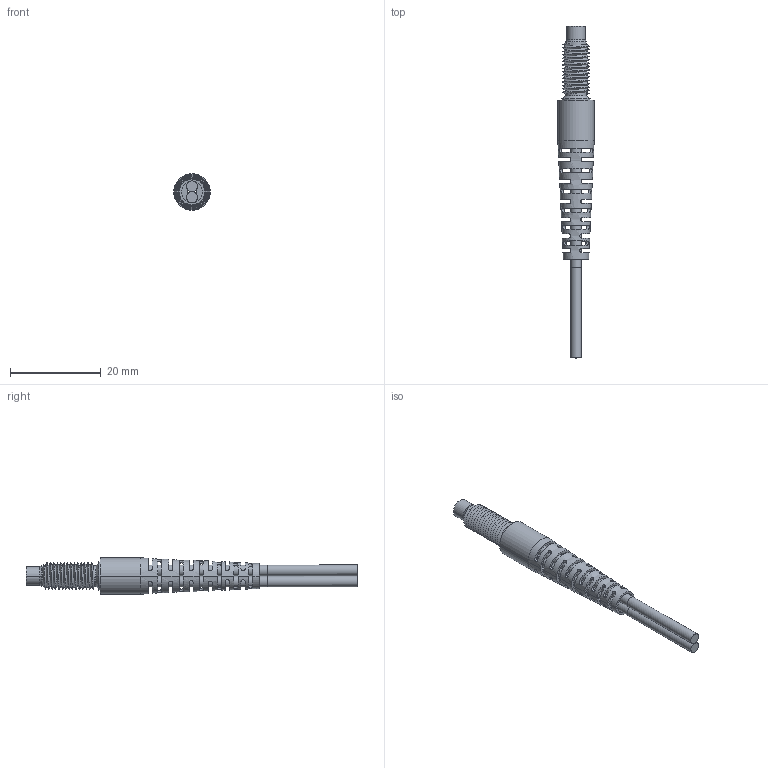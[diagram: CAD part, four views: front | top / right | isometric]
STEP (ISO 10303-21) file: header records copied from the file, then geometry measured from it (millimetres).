
FILE_DESCRIPTION((''),'2;1');
FILE_NAME('M6_REFLEX_NEW','2016-06-14T',('DESSEN.CHEN'),(''),'PRO/ENGINEER BY PARAMETRIC TECHNOLOGY CORPORATION, 2010280','PRO/ENGINEER BY PARAMETRIC TECHNOLOGY CORPORATION, 2010280','');
FILE_SCHEMA(('CONFIG_CONTROL_DESIGN'));
Length unit declared in the file: millimetre
Products named in the file (1): M6_REFLEX_NEW
Bounding box: 8 x 72.96 x 8 mm (x, y, z)
Volume: 1282.3 mm3; surface area: 2510.7 mm2
Topology: 1 solids, 1 shells, 139 faces, 492 edges, 330 vertices
Faces by surface type: cylinder 62, plane 59, cone 8, bspline 8, torus 2
Entity records: 8629 total; most frequent: CARTESIAN_POINT 4374, ORIENTED_EDGE 984, DIRECTION 809, EDGE_CURVE 492, VERTEX_POINT 330, AXIS2_PLACEMENT_3D 325, CIRCLE 194, EDGE_LOOP 170
